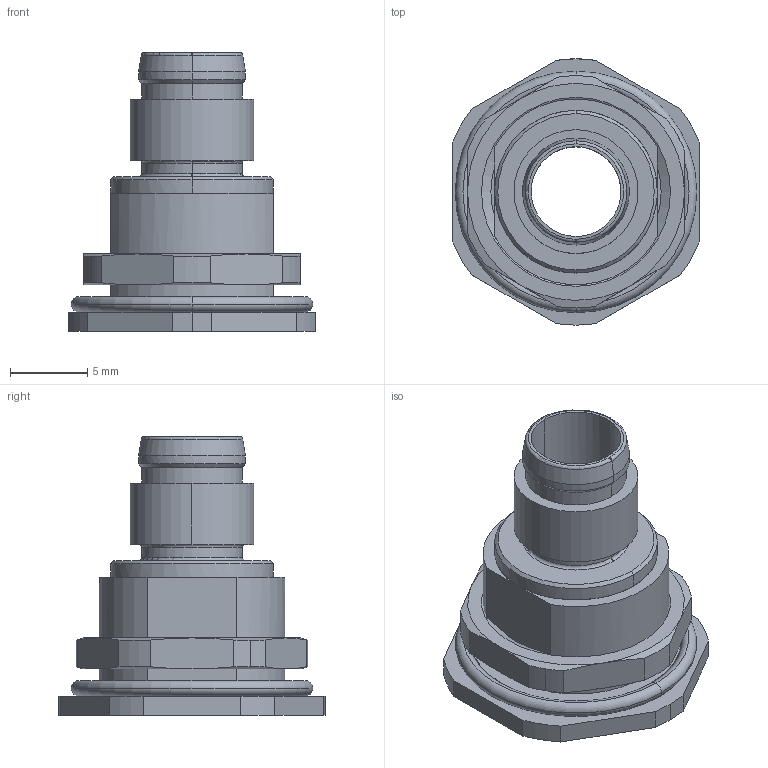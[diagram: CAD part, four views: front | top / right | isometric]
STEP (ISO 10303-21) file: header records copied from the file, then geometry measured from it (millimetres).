
FILE_DESCRIPTION(('CATIA V5 STEP Exchange','CAx-IF Rec.Pracs.--- Model Styling and Organization---1.4--- 2014-01-23'),'2;1');
FILE_NAME ('1217773-13_1', '2020-10-08T06:50:09+00:00', ('none'), ('Weidmueller'), 'CATIA Version 5-6 Release 2016 SP3 HF44', 'CATIA V5 STEP AP214', 'none');
FILE_SCHEMA(('AUTOMOTIVE_DESIGN { 1 0 10303 214 1 1 1 1 }'));
Length unit declared in the file: millimetre
Products named in the file (1): 2726030000
Bounding box: 16 x 17.2 x 18 mm (x, y, z)
Volume: 1123.8 mm3; surface area: 1756.5 mm2
Topology: 3 solids, 3 shells, 143 faces, 356 edges, 222 vertices
Faces by surface type: torus 46, cylinder 38, cone 32, plane 25, bspline 2
Entity records: 5018 total; most frequent: CARTESIAN_POINT 1786, ORIENTED_EDGE 712, DIRECTION 548, EDGE_CURVE 356, AXIS2_PLACEMENT_3D 305, VERTEX_POINT 222, CIRCLE 165, EDGE_LOOP 152
